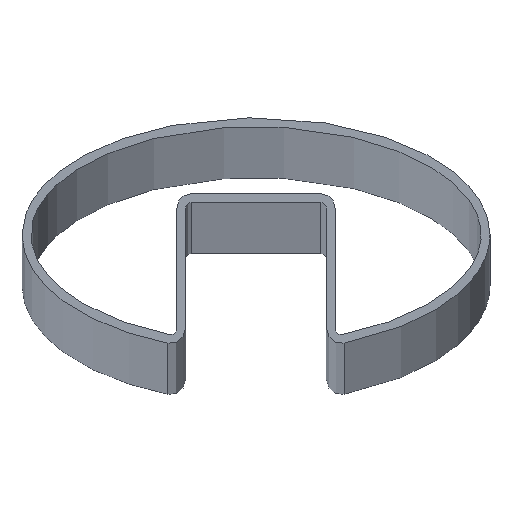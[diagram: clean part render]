
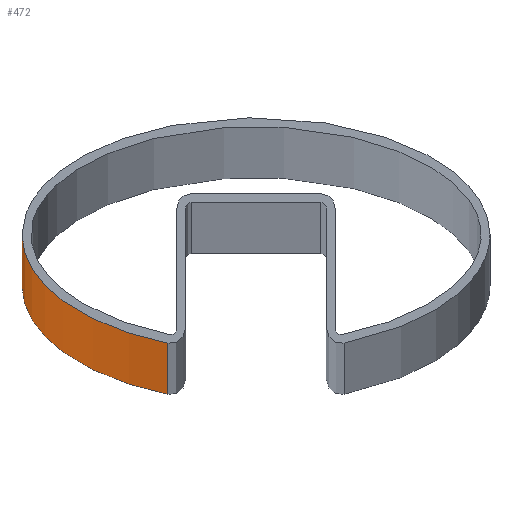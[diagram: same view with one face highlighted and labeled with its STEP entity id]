
A CAD part, top view. The second image highlights one B-rep face of the part: STEP entity #472.
In plain terms, the highlighted free-form (B-spline) face has degree [3, 1] with [4, 2] control points.
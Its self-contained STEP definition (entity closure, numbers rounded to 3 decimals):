
#70 =( BOUNDED_CURVE ( )  B_SPLINE_CURVE ( 3, ( #517, #813, #621, #308 ),
 .UNSPECIFIED., .F., .F. ) 
 B_SPLINE_CURVE_WITH_KNOTS ( ( 4, 4 ),
 ( 3.142, 4.327 ),
 .UNSPECIFIED. ) 
 CURVE ( )  GEOMETRIC_REPRESENTATION_ITEM ( )  RATIONAL_B_SPLINE_CURVE ( ( 1., 0.886, 0.886, 1. ) ) 
 REPRESENTATION_ITEM ( '' )  );
#112 = CARTESIAN_POINT ( 'NONE',  ( -40., 0., 0. ) ) ;
#127 = CARTESIAN_POINT ( 'NONE',  ( -30.616, -15.37, -5000. ) ) ;
#140 = CARTESIAN_POINT ( 'NONE',  ( -15.047, -18.531, -5000. ) ) ;
#185 = CARTESIAN_POINT ( 'NONE',  ( -40., 0., -5000. ) ) ;
#191 = DIRECTION ( 'NONE',  ( 0., 0., 1. ) ) ;
#241 = CARTESIAN_POINT ( 'NONE',  ( -15.047, -18.531, 0. ) ) ;
#248 = CARTESIAN_POINT ( 'NONE',  ( -40., -8.401, -5000. ) ) ;
#254 = CARTESIAN_POINT ( 'NONE',  ( -15.047, -18.531, -5000. ) ) ;
#255 = VECTOR ( 'NONE', #191, 1000. ) ;
#260 = CARTESIAN_POINT ( 'NONE',  ( -40., -8.401, 0. ) ) ;
#273 = ORIENTED_EDGE ( 'NONE', *, *, #558, .F. ) ;
#276 = DIRECTION ( 'NONE',  ( 0., 0., 1. ) ) ;
#279 = VECTOR ( 'NONE', #276, 1000. ) ;
#305 = CARTESIAN_POINT ( 'NONE',  ( -15.047, -18.531, 0. ) ) ;
#308 = CARTESIAN_POINT ( 'NONE',  ( -15.047, -18.531, -5000. ) ) ;
#319 = FACE_OUTER_BOUND ( 'NONE', #793, .T. ) ;
#379 = CARTESIAN_POINT ( 'NONE',  ( -15.047, -18.531, -5000. ) ) ;
#390 = ORIENTED_EDGE ( 'NONE', *, *, #618, .T. ) ;
#437 = CARTESIAN_POINT ( 'NONE',  ( -40., 0., 0. ) ) ;
#443 = CARTESIAN_POINT ( 'NONE',  ( -30.616, -15.37, 0. ) ) ;
#444 = EDGE_CURVE ( 'NONE', #799, #460, #624, .T. ) ;
#449 = CARTESIAN_POINT ( 'NONE',  ( -40., 0., -5000. ) ) ;
#460 = VERTEX_POINT ( 'NONE', #437 ) ;
#472 = ADVANCED_FACE ( 'NONE', ( #319 ), #773, .T. ) ;
#484 = VERTEX_POINT ( 'NONE', #305 ) ;
#510 = VERTEX_POINT ( 'NONE', #379 ) ;
#517 = CARTESIAN_POINT ( 'NONE',  ( -40., 0., -5000. ) ) ;
#547 = CARTESIAN_POINT ( 'NONE',  ( -40., 0., 0. ) ) ;
#558 = EDGE_CURVE ( 'NONE', #460, #484, #791, .T. ) ;
#611 = ORIENTED_EDGE ( 'NONE', *, *, #649, .T. ) ;
#618 = EDGE_CURVE ( 'NONE', #510, #484, #701, .T. ) ;
#621 = CARTESIAN_POINT ( 'NONE',  ( -30.616, -15.37, -5000. ) ) ;
#624 = LINE ( 'NONE', #185, #255 ) ;
#649 = EDGE_CURVE ( 'NONE', #799, #510, #70, .T. ) ;
#701 = LINE ( 'NONE', #140, #279 ) ;
#744 = CARTESIAN_POINT ( 'NONE',  ( -40., 0., -5000. ) ) ;
#757 = CARTESIAN_POINT ( 'NONE',  ( -15.047, -18.531, 0. ) ) ;
#773 =( BOUNDED_SURFACE ( )  B_SPLINE_SURFACE ( 3, 1, ( 
 ( #744, #112 ),
 ( #248, #260 ),
 ( #127, #443 ),
 ( #254, #757 ) ),
 .UNSPECIFIED., .F., .F., .F. ) 
 B_SPLINE_SURFACE_WITH_KNOTS ( ( 4, 4 ),
 ( 2, 2 ),
 ( 0., 1. ),
 ( 0., 1. ),
 .UNSPECIFIED. ) 
 GEOMETRIC_REPRESENTATION_ITEM ( )  RATIONAL_B_SPLINE_SURFACE ( (
 ( 1., 1.),
 ( 0.886, 0.886),
 ( 0.886, 0.886),
 ( 1., 1.) ) ) 
 REPRESENTATION_ITEM ( '' )  SURFACE ( )  );
#791 =( BOUNDED_CURVE ( )  B_SPLINE_CURVE ( 3, ( #547, #812, #816, #241 ),
 .UNSPECIFIED., .F., .F. ) 
 B_SPLINE_CURVE_WITH_KNOTS ( ( 4, 4 ),
 ( 3.142, 4.327 ),
 .UNSPECIFIED. ) 
 CURVE ( )  GEOMETRIC_REPRESENTATION_ITEM ( )  RATIONAL_B_SPLINE_CURVE ( ( 1., 0.886, 0.886, 1. ) ) 
 REPRESENTATION_ITEM ( '' )  );
#793 = EDGE_LOOP ( 'NONE', ( #802, #611, #390, #273 ) ) ;
#799 = VERTEX_POINT ( 'NONE', #449 ) ;
#802 = ORIENTED_EDGE ( 'NONE', *, *, #444, .F. ) ;
#812 = CARTESIAN_POINT ( 'NONE',  ( -40., -8.401, 0. ) ) ;
#813 = CARTESIAN_POINT ( 'NONE',  ( -40., -8.401, -5000. ) ) ;
#816 = CARTESIAN_POINT ( 'NONE',  ( -30.616, -15.37, 0. ) ) ;
